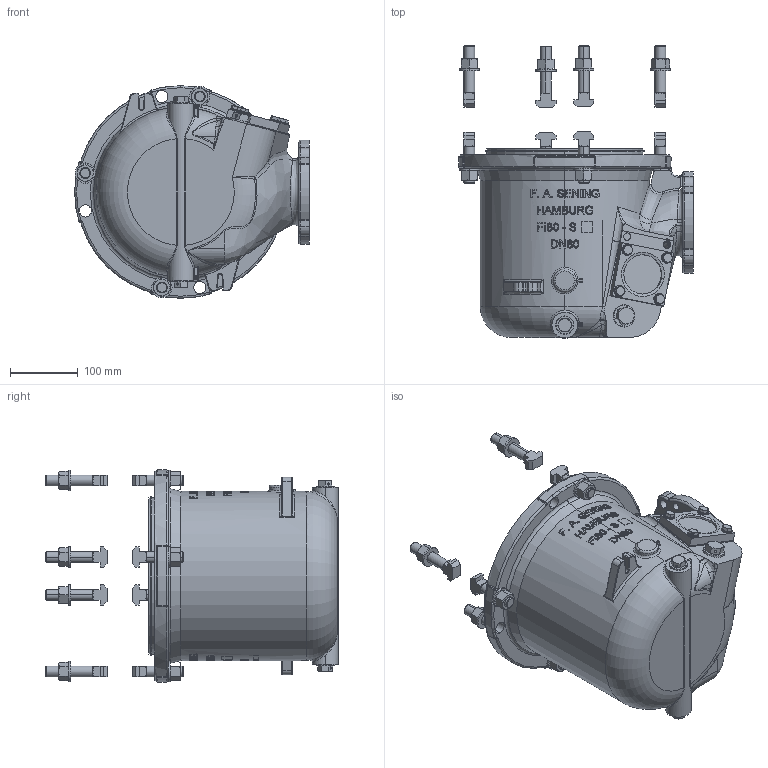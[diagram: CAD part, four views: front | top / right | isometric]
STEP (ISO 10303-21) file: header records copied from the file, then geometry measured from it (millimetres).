
FILE_DESCRIPTION (( 'STEP AP214' ), '1' );
FILE_NAME ('FI80-S_19900_ohne Einlaufteil.STEP', '2013-10-08T08:17:51', ( 'Admin2' ), ( '' ), 'SwSTEP 2.0', 'SolidWorks 2010', '' );
FILE_SCHEMA (( 'AUTOMOTIVE_DESIGN' ));
Length unit declared in the file: millimetre
Products named in the file (1): FI80-S_19900_ohne Einlaufteil
Bounding box: 347 x 432 x 314 mm (x, y, z)
Surface area: 717289 mm2 (no closed solid volume)
Topology: 0 solids, 59 shells, 1457 faces, 5916 edges, 4228 vertices
Faces by surface type: plane 510, cylinder 393, bspline 293, cone 144, torus 100, sphere 17
Entity records: 112334 total; most frequent: CARTESIAN_POINT 50747, ORIENTED_EDGE 9055, DIRECTION 8840, EDGE_CURVE 5886, VERTEX_POINT 4228, AXIS2_PLACEMENT_3D 3242, LINE 2356, VECTOR 2356
